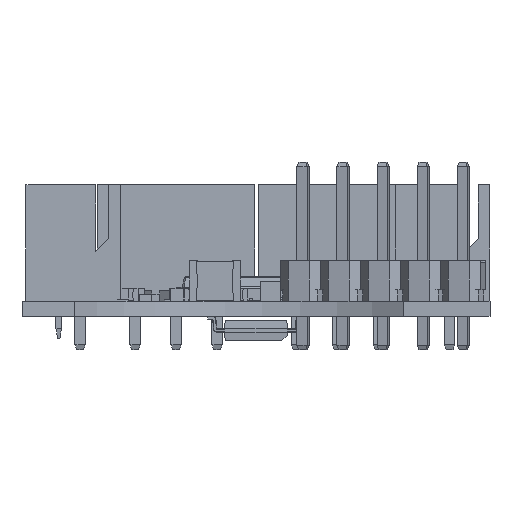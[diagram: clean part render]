
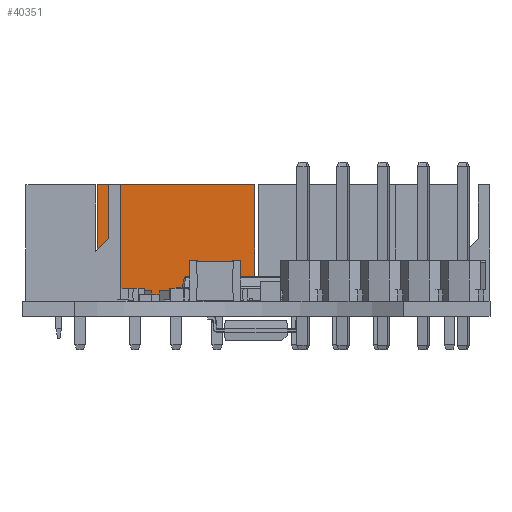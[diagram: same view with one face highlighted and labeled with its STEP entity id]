
A CAD part, left-side view. The second image highlights one B-rep face of the part: STEP entity #40351.
In plain terms, the highlighted face is planar.
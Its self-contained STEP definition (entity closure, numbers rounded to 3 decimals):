
#1670=PLANE('',#43512);
#3599=FACE_OUTER_BOUND('',#6086,.T.);
#6086=EDGE_LOOP('',(#33118,#33119,#33120,#33121,#33122,#33123,#33124,#33125,
#33126,#33127,#33128,#33129,#33130,#33131,#33132,#33133));
#9564=LINE('',#62842,#14058);
#9598=LINE('',#62911,#14092);
#9632=LINE('',#62980,#14126);
#9729=LINE('',#63177,#14223);
#9732=LINE('',#63182,#14226);
#9735=LINE('',#63189,#14229);
#9739=LINE('',#63197,#14233);
#9742=LINE('',#63201,#14236);
#9743=LINE('',#63204,#14237);
#9745=LINE('',#63208,#14239);
#9748=LINE('',#63212,#14242);
#9749=LINE('',#63215,#14243);
#9755=LINE('',#63224,#14249);
#9756=LINE('',#63225,#14250);
#9757=LINE('',#63227,#14251);
#9758=LINE('',#63228,#14252);
#14058=VECTOR('',#51313,1000.);
#14092=VECTOR('',#51373,1000.);
#14126=VECTOR('',#51433,1000.);
#14223=VECTOR('',#51606,1000.);
#14226=VECTOR('',#51611,1000.);
#14229=VECTOR('',#51620,1000.);
#14233=VECTOR('',#51626,1000.);
#14236=VECTOR('',#51631,1000.);
#14237=VECTOR('',#51634,1000.);
#14239=VECTOR('',#51638,1000.);
#14242=VECTOR('',#51643,1000.);
#14243=VECTOR('',#51646,1000.);
#14249=VECTOR('',#51656,1000.);
#14250=VECTOR('',#51657,1000.);
#14251=VECTOR('',#51658,1000.);
#14252=VECTOR('',#51659,1000.);
#19205=VERTEX_POINT('',#62835);
#19207=VERTEX_POINT('',#62840);
#19227=VERTEX_POINT('',#62904);
#19229=VERTEX_POINT('',#62909);
#19249=VERTEX_POINT('',#62973);
#19251=VERTEX_POINT('',#62978);
#19312=VERTEX_POINT('',#63174);
#19313=VERTEX_POINT('',#63176);
#19314=VERTEX_POINT('',#63181);
#19315=VERTEX_POINT('',#63188);
#19318=VERTEX_POINT('',#63196);
#19319=VERTEX_POINT('',#63203);
#19320=VERTEX_POINT('',#63207);
#19321=VERTEX_POINT('',#63214);
#19322=VERTEX_POINT('',#63223);
#19323=VERTEX_POINT('',#63226);
#23911=EDGE_CURVE('',#19205,#19207,#9564,.T.);
#23945=EDGE_CURVE('',#19227,#19229,#9598,.T.);
#23979=EDGE_CURVE('',#19249,#19251,#9632,.T.);
#24076=EDGE_CURVE('',#19313,#19312,#9729,.T.);
#24079=EDGE_CURVE('',#19314,#19313,#9732,.T.);
#24082=EDGE_CURVE('',#19314,#19315,#9735,.T.);
#24086=EDGE_CURVE('',#19315,#19318,#9739,.T.);
#24089=EDGE_CURVE('',#19251,#19318,#9742,.T.);
#24090=EDGE_CURVE('',#19249,#19319,#9743,.T.);
#24092=EDGE_CURVE('',#19319,#19320,#9745,.T.);
#24095=EDGE_CURVE('',#19229,#19320,#9748,.T.);
#24096=EDGE_CURVE('',#19227,#19321,#9749,.T.);
#24102=EDGE_CURVE('',#19322,#19312,#9755,.T.);
#24103=EDGE_CURVE('',#19205,#19322,#9756,.T.);
#24104=EDGE_CURVE('',#19207,#19323,#9757,.T.);
#24105=EDGE_CURVE('',#19321,#19323,#9758,.T.);
#33118=ORIENTED_EDGE('',*,*,#24079,.T.);
#33119=ORIENTED_EDGE('',*,*,#24076,.T.);
#33120=ORIENTED_EDGE('',*,*,#24102,.F.);
#33121=ORIENTED_EDGE('',*,*,#24103,.F.);
#33122=ORIENTED_EDGE('',*,*,#23911,.T.);
#33123=ORIENTED_EDGE('',*,*,#24104,.T.);
#33124=ORIENTED_EDGE('',*,*,#24105,.F.);
#33125=ORIENTED_EDGE('',*,*,#24096,.F.);
#33126=ORIENTED_EDGE('',*,*,#23945,.T.);
#33127=ORIENTED_EDGE('',*,*,#24095,.T.);
#33128=ORIENTED_EDGE('',*,*,#24092,.F.);
#33129=ORIENTED_EDGE('',*,*,#24090,.F.);
#33130=ORIENTED_EDGE('',*,*,#23979,.T.);
#33131=ORIENTED_EDGE('',*,*,#24089,.T.);
#33132=ORIENTED_EDGE('',*,*,#24086,.F.);
#33133=ORIENTED_EDGE('',*,*,#24082,.F.);
#40351=ADVANCED_FACE('',(#3599),#1670,.T.);
#43512=AXIS2_PLACEMENT_3D('',#63222,#51654,#51655);
#51313=DIRECTION('',(-1.,0.,0.));
#51373=DIRECTION('',(-1.,0.,0.));
#51433=DIRECTION('',(-1.,0.,0.));
#51606=DIRECTION('',(0.,0.,-1.));
#51611=DIRECTION('',(1.,0.,0.));
#51620=DIRECTION('',(0.,0.,-1.));
#51626=DIRECTION('',(1.,0.,0.));
#51631=DIRECTION('',(0.,0.,-1.));
#51634=DIRECTION('',(0.,0.,-1.));
#51638=DIRECTION('',(1.,0.,0.));
#51643=DIRECTION('',(0.,0.,-1.));
#51646=DIRECTION('',(0.,0.,-1.));
#51654=DIRECTION('center_axis',(0.,1.,0.));
#51655=DIRECTION('ref_axis',(0.,0.,1.));
#51656=DIRECTION('',(1.,0.,0.));
#51657=DIRECTION('',(0.,0.,-1.));
#51658=DIRECTION('',(0.,0.,-1.));
#51659=DIRECTION('',(1.,0.,0.));
#62835=CARTESIAN_POINT('',(3.556,3.353,0.635));
#62840=CARTESIAN_POINT('',(1.524,3.353,0.635));
#62842=CARTESIAN_POINT('',(3.556,3.353,0.635));
#62904=CARTESIAN_POINT('',(1.016,3.353,0.635));
#62909=CARTESIAN_POINT('',(-1.016,3.353,0.635));
#62911=CARTESIAN_POINT('',(1.016,3.353,0.635));
#62973=CARTESIAN_POINT('',(-1.524,3.353,0.635));
#62978=CARTESIAN_POINT('',(-3.556,3.353,0.635));
#62980=CARTESIAN_POINT('',(-1.524,3.353,0.635));
#63174=CARTESIAN_POINT('',(4.877,3.353,0.));
#63176=CARTESIAN_POINT('',(4.877,3.353,7.214));
#63177=CARTESIAN_POINT('',(4.877,3.353,0.711));
#63181=CARTESIAN_POINT('',(-4.877,3.353,7.214));
#63182=CARTESIAN_POINT('',(-4.877,3.353,7.214));
#63188=CARTESIAN_POINT('',(-4.877,3.353,0.));
#63189=CARTESIAN_POINT('',(-4.877,3.353,0.711));
#63196=CARTESIAN_POINT('',(-3.556,3.353,0.));
#63197=CARTESIAN_POINT('',(-4.877,3.353,0.));
#63201=CARTESIAN_POINT('',(-3.556,3.353,0.635));
#63203=CARTESIAN_POINT('',(-1.524,3.353,0.));
#63204=CARTESIAN_POINT('',(-1.524,3.353,0.635));
#63207=CARTESIAN_POINT('',(-1.016,3.353,0.));
#63208=CARTESIAN_POINT('',(-4.877,3.353,0.));
#63212=CARTESIAN_POINT('',(-1.016,3.353,0.635));
#63214=CARTESIAN_POINT('',(1.016,3.353,0.));
#63215=CARTESIAN_POINT('',(1.016,3.353,0.635));
#63222=CARTESIAN_POINT('Origin',(-4.877,3.353,0.711));
#63223=CARTESIAN_POINT('',(3.556,3.353,0.));
#63224=CARTESIAN_POINT('',(-4.877,3.353,0.));
#63225=CARTESIAN_POINT('',(3.556,3.353,0.635));
#63226=CARTESIAN_POINT('',(1.524,3.353,0.));
#63227=CARTESIAN_POINT('',(1.524,3.353,0.635));
#63228=CARTESIAN_POINT('',(-4.877,3.353,0.));
